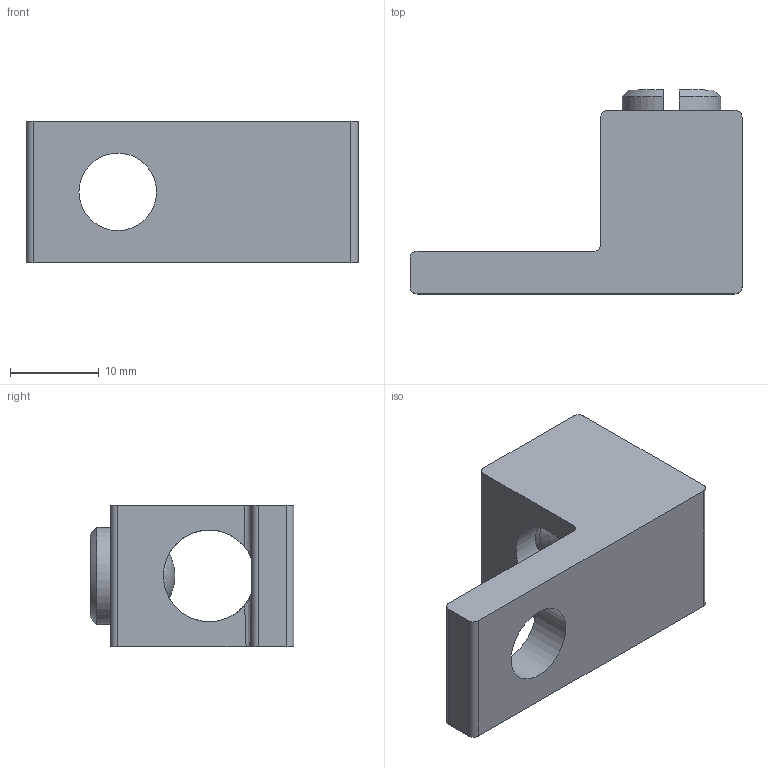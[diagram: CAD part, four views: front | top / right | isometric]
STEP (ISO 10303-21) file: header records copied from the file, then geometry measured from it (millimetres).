
FILE_DESCRIPTION(/* description */ (''),/* implementation_level */ '2;1');
FILE_NAME(/* name */ 'S1-0-34-41.stp',/* time_stamp */ '2020-07-23T15:33:50-04:00',/* author */ ('dmountain'),/* organization */ (''),/* preprocessor_version */ 'ST-DEVELOPER v17',/* originating_system */ 'Autodesk Inventor 2019',/* authorisation */ '');
FILE_SCHEMA (('AUTOMOTIVE_DESIGN { 1 0 10303 214 3 1 1 }'));
Length unit declared in the file: inch
Products named in the file (3): S1-0-34-41; 14224; S1-0-34-41_1
Assembly tree (2 placements, depth 2):
  S1-0-34-41
    14224
    S1-0-34-41_1
Bounding box: 37.31 x 22.91 x 15.88 mm (x, y, z)
Volume: 5375.7 mm3; surface area: 3551.8 mm2
Topology: 2 solids, 2 shells, 35 faces, 94 edges, 63 vertices
Faces by surface type: plane 13, cylinder 12, cone 8, sphere 1, bspline 1
Full cylindrical faces by diameter (mm): 8.712 x1, 9.728 x1, 10.312 x1, 11.1 x1
Entity records: 1362 total; most frequent: CARTESIAN_POINT 376, DIRECTION 191, ORIENTED_EDGE 186, EDGE_CURVE 93, AXIS2_PLACEMENT_3D 76, VERTEX_POINT 63, EDGE_LOOP 42, LINE 39
